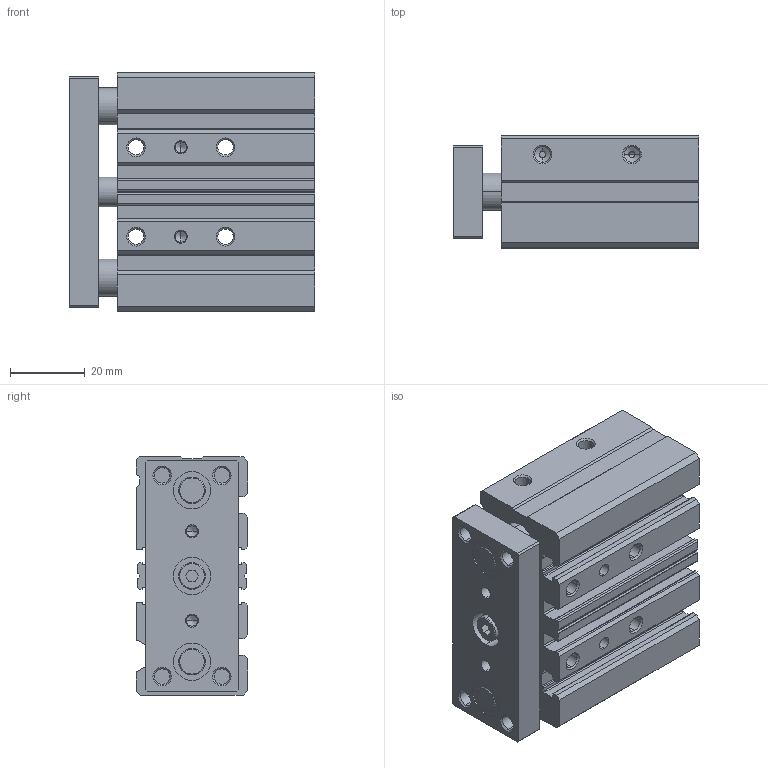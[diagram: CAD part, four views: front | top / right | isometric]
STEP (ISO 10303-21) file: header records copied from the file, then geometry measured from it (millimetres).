
FILE_DESCRIPTION (( 'STEP AP203' ), '1' );
FILE_NAME ('E16M020MD-M.step', '2021-03-08T15:53:44', ( '' ), ( '' ), 'SwSTEP 2.0', 'SolidWorks 2019', '' );
FILE_SCHEMA (( 'CONFIG_CONTROL_DESIGN' ));
Length unit declared in the file: millimetre
Products named in the file (3): E16M020MD-M; E16M020MD-M_BODY; E16M020MD-M_ENDPLATE
Assembly tree (2 placements, depth 2):
  E16M020MD-M
    E16M020MD-M_BODY
    E16M020MD-M_ENDPLATE
Bounding box: 66 x 30 x 64 mm (x, y, z)
Volume: 94777.9 mm3; surface area: 38902.7 mm2
Topology: 5 solids, 5 shells, 411 faces, 1036 edges, 647 vertices
Faces by surface type: cylinder 192, plane 133, cone 86
Entity records: 12643 total; most frequent: DIRECTION 2260, CARTESIAN_POINT 2197, ORIENTED_EDGE 2024, EDGE_CURVE 1012, AXIS2_PLACEMENT_3D 848, VERTEX_POINT 647, LINE 564, VECTOR 564
